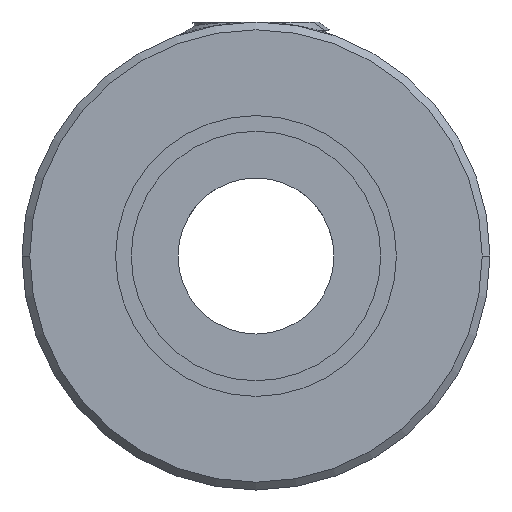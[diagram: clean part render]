
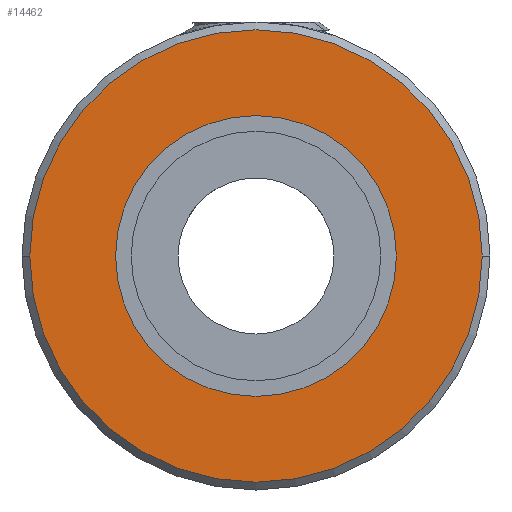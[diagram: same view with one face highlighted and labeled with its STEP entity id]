
A CAD part, front view. The second image highlights one B-rep face of the part: STEP entity #14462.
In plain terms, the highlighted face is planar.
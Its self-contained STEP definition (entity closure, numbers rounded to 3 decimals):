
#221 = DIRECTION ( 'NONE',  ( 0., 0., 1. ) ) ;
#428 = VERTEX_POINT ( 'NONE', #20804 ) ;
#482 = DIRECTION ( 'NONE',  ( 1., 0., 0. ) ) ;
#1566 = AXIS2_PLACEMENT_3D ( 'NONE', #15600, #19336, #15836 ) ;
#2534 = DIRECTION ( 'NONE',  ( 0., 0., -1. ) ) ;
#4170 = AXIS2_PLACEMENT_3D ( 'NONE', #14498, #7575, #5649 ) ;
#4400 = FACE_BOUND ( 'NONE', #7844, .T. ) ;
#4413 = ORIENTED_EDGE ( 'NONE', *, *, #22239, .T. ) ;
#5556 = ORIENTED_EDGE ( 'NONE', *, *, #18901, .T. ) ;
#5649 = DIRECTION ( 'NONE',  ( 1., 0., 0. ) ) ;
#5747 = EDGE_CURVE ( 'NONE', #13142, #20040, #11955, .T. ) ;
#5804 = PLANE ( 'NONE',  #4170 ) ;
#5813 = CIRCLE ( 'NONE', #10366, 4.5 ) ;
#6128 = CARTESIAN_POINT ( 'NONE',  ( 0., 0., 0. ) ) ;
#6540 = AXIS2_PLACEMENT_3D ( 'NONE', #15778, #221, #12183 ) ;
#7575 = DIRECTION ( 'NONE',  ( 0., 0., 1. ) ) ;
#7844 = EDGE_LOOP ( 'NONE', ( #4413, #14663 ) ) ;
#10366 = AXIS2_PLACEMENT_3D ( 'NONE', #11155, #21734, #482 ) ;
#10689 = CIRCLE ( 'NONE', #6540, 4.5 ) ;
#11155 = CARTESIAN_POINT ( 'NONE',  ( 0., 0., 0. ) ) ;
#11955 = CIRCLE ( 'NONE', #1566, 7.25 ) ;
#12183 = DIRECTION ( 'NONE',  ( 1., 0., 0. ) ) ;
#12817 = ORIENTED_EDGE ( 'NONE', *, *, #5747, .T. ) ;
#13142 = VERTEX_POINT ( 'NONE', #17602 ) ;
#13427 = CARTESIAN_POINT ( 'NONE',  ( -7.25, 0., 0. ) ) ;
#14462 = ADVANCED_FACE ( 'NONE', ( #17519, #4400 ), #5804, .F. ) ;
#14498 = CARTESIAN_POINT ( 'NONE',  ( 0., 0., 0. ) ) ;
#14663 = ORIENTED_EDGE ( 'NONE', *, *, #16819, .T. ) ;
#15457 = VERTEX_POINT ( 'NONE', #17229 ) ;
#15600 = CARTESIAN_POINT ( 'NONE',  ( 0., 0., 0. ) ) ;
#15778 = CARTESIAN_POINT ( 'NONE',  ( 0., 0., 0. ) ) ;
#15836 = DIRECTION ( 'NONE',  ( 1., 0., 0. ) ) ;
#16819 = EDGE_CURVE ( 'NONE', #428, #15457, #10689, .T. ) ;
#17057 = CIRCLE ( 'NONE', #20857, 7.25 ) ;
#17229 = CARTESIAN_POINT ( 'NONE',  ( -4.5, 0., 0. ) ) ;
#17519 = FACE_OUTER_BOUND ( 'NONE', #17808, .T. ) ;
#17602 = CARTESIAN_POINT ( 'NONE',  ( 7.25, 0., 0. ) ) ;
#17808 = EDGE_LOOP ( 'NONE', ( #12817, #5556 ) ) ;
#18901 = EDGE_CURVE ( 'NONE', #20040, #13142, #17057, .T. ) ;
#19336 = DIRECTION ( 'NONE',  ( 0., 0., -1. ) ) ;
#19995 = DIRECTION ( 'NONE',  ( 1., 0., 0. ) ) ;
#20040 = VERTEX_POINT ( 'NONE', #13427 ) ;
#20804 = CARTESIAN_POINT ( 'NONE',  ( 4.5, 0., 0. ) ) ;
#20857 = AXIS2_PLACEMENT_3D ( 'NONE', #6128, #2534, #19995 ) ;
#21734 = DIRECTION ( 'NONE',  ( 0., 0., 1. ) ) ;
#22239 = EDGE_CURVE ( 'NONE', #15457, #428, #5813, .T. ) ;
